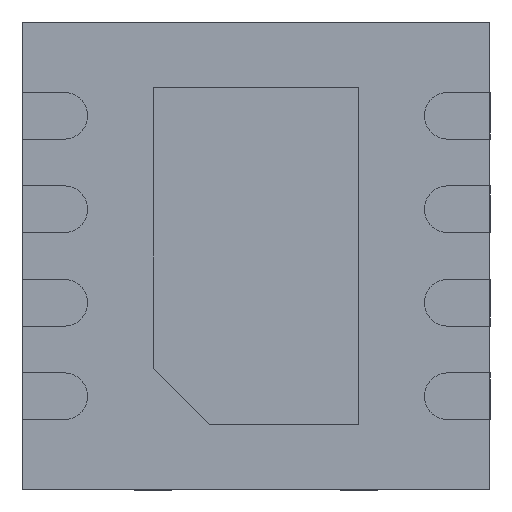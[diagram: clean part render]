
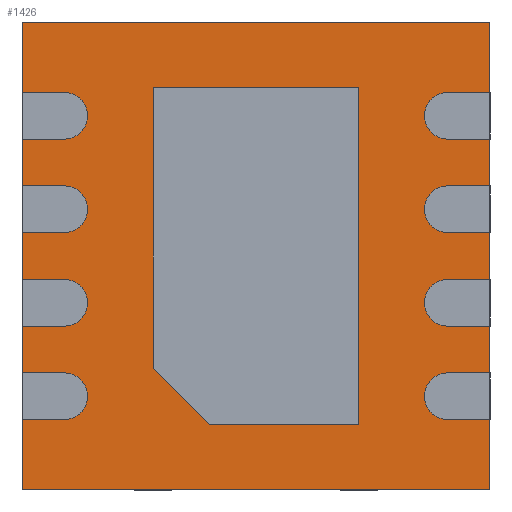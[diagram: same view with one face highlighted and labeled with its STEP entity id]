
A CAD part, front view. The second image highlights one B-rep face of the part: STEP entity #1426.
In plain terms, the highlighted planar face has unit normal (0, -1, 0).
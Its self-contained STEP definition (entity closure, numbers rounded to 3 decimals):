
#96=FACE_OUTER_BOUND('',#187,.T.);
#187=EDGE_LOOP('',(#1008,#1009,#1010,#1011));
#282=LINE('',#2124,#439);
#294=LINE('',#2149,#451);
#308=LINE('',#2175,#465);
#309=LINE('',#2177,#466);
#439=VECTOR('',#1740,1000.);
#451=VECTOR('',#1754,1000.);
#465=VECTOR('',#1772,1000.);
#466=VECTOR('',#1775,1000.);
#595=VERTEX_POINT('',#2122);
#596=VERTEX_POINT('',#2123);
#607=VERTEX_POINT('',#2147);
#608=VERTEX_POINT('',#2148);
#736=EDGE_CURVE('',#595,#596,#282,.T.);
#748=EDGE_CURVE('',#607,#608,#294,.T.);
#762=EDGE_CURVE('',#595,#607,#308,.T.);
#763=EDGE_CURVE('',#596,#608,#309,.T.);
#1008=ORIENTED_EDGE('',*,*,#736,.T.);
#1009=ORIENTED_EDGE('',*,*,#763,.T.);
#1010=ORIENTED_EDGE('',*,*,#748,.F.);
#1011=ORIENTED_EDGE('',*,*,#762,.F.);
#1260=PLANE('',#1551);
#1426=ADVANCED_FACE('',(#96),#1260,.T.);
#1551=AXIS2_PLACEMENT_3D('',#2178,#1776,#1777);
#1740=DIRECTION('',(1.,0.,0.));
#1754=DIRECTION('',(1.,0.,0.));
#1772=DIRECTION('',(0.,0.,1.));
#1775=DIRECTION('',(0.,0.,1.));
#1776=DIRECTION('center_axis',(0.,-1.,0.));
#1777=DIRECTION('ref_axis',(0.,0.,-1.));
#2122=CARTESIAN_POINT('',(-1.25,0.,-1.25));
#2123=CARTESIAN_POINT('',(1.25,0.,-1.25));
#2124=CARTESIAN_POINT('',(-1.25,0.,-1.25));
#2147=CARTESIAN_POINT('',(-1.25,0.,1.25));
#2148=CARTESIAN_POINT('',(1.25,0.,1.25));
#2149=CARTESIAN_POINT('',(-1.25,0.,1.25));
#2175=CARTESIAN_POINT('',(-1.25,0.,-1.25));
#2177=CARTESIAN_POINT('',(1.25,0.,-1.25));
#2178=CARTESIAN_POINT('Origin',(0.,0.,0.));
